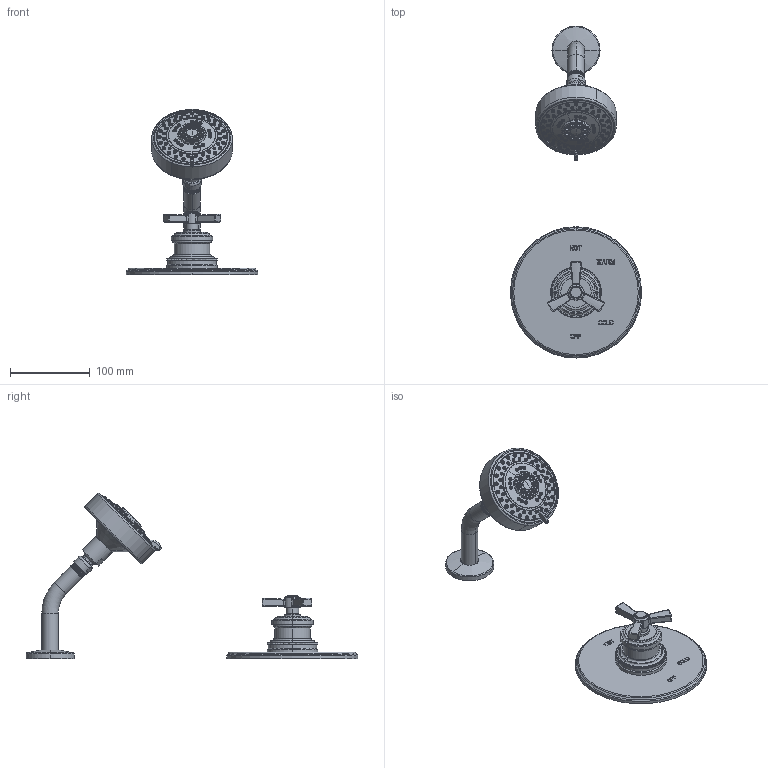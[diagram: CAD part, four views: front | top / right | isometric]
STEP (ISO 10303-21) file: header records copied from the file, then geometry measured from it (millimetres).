
FILE_DESCRIPTION((''),'2;1');
FILE_NAME('3-1604BP','2021-05-27T11:59:02',('jinson.thomas'),(''),'CREO PARAMETRIC BY PTC INC, 2018400','CREO PARAMETRIC BY PTC INC, 2018400','');
FILE_SCHEMA(('CONFIG_CONTROL_DESIGN'));
Length unit declared in the file: inch
Products named in the file (1): 3-1604BP
Bounding box: 165.1 x 417.58 x 207.64 mm (x, y, z)
Volume: 613436.9 mm3; surface area: 106888.2 mm2
Topology: 2 solids, 2 shells, 2068 faces, 5065 edges, 3183 vertices
Faces by surface type: plane 843, cylinder 408, torus 339, cone 302, bspline 158, sphere 18
Entity records: 80589 total; most frequent: CARTESIAN_POINT 32573, ORIENTED_EDGE 10126, DIRECTION 9715, EDGE_CURVE 5063, AXIS2_PLACEMENT_3D 3455, VERTEX_POINT 3183, VECTOR 2805, LINE 2805
